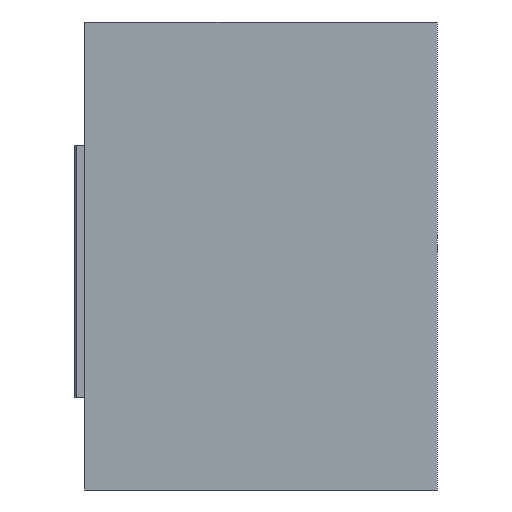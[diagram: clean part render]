
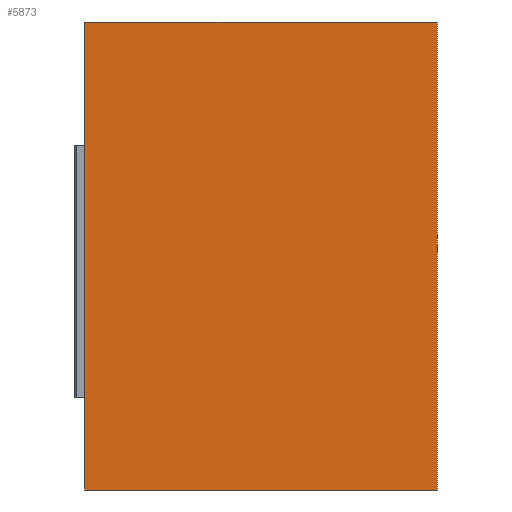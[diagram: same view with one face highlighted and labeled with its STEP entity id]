
A CAD part, left-side view. The second image highlights one B-rep face of the part: STEP entity #5873.
In plain terms, the highlighted planar face has unit normal (-1, 0, 0).
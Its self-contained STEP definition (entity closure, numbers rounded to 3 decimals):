
#159 = VECTOR ( 'NONE', #2029, 1000. ) ;
#610 = PLANE ( 'NONE',  #2788 ) ;
#710 = LINE ( 'NONE', #742, #159 ) ;
#742 = CARTESIAN_POINT ( 'NONE',  ( 6.5, 0., 0. ) ) ;
#1303 = DIRECTION ( 'NONE',  ( 0., 0., -1. ) ) ;
#1320 = EDGE_CURVE ( 'NONE', #7334, #3381, #710, .T. ) ;
#1362 = CARTESIAN_POINT ( 'NONE',  ( 6.5, 261.373, 338. ) ) ;
#1426 = ORIENTED_EDGE ( 'NONE', *, *, #7395, .T. ) ;
#1739 = LINE ( 'NONE', #2988, #2893 ) ;
#2029 = DIRECTION ( 'NONE',  ( 0., 1., 0. ) ) ;
#2186 = CARTESIAN_POINT ( 'NONE',  ( 6.5, 6.573, 338. ) ) ;
#2788 = AXIS2_PLACEMENT_3D ( 'NONE', #3673, #3599, #7700 ) ;
#2893 = VECTOR ( 'NONE', #1303, 1000. ) ;
#2988 = CARTESIAN_POINT ( 'NONE',  ( 6.5, 6.573, 338. ) ) ;
#3123 = LINE ( 'NONE', #5507, #7662 ) ;
#3381 = VERTEX_POINT ( 'NONE', #6863 ) ;
#3599 = DIRECTION ( 'NONE',  ( -1., 0., 0. ) ) ;
#3637 = FACE_OUTER_BOUND ( 'NONE', #6168, .T. ) ;
#3673 = CARTESIAN_POINT ( 'NONE',  ( 6.5, 0., 338. ) ) ;
#3775 = EDGE_CURVE ( 'NONE', #5784, #4035, #4525, .T. ) ;
#3858 = DIRECTION ( 'NONE',  ( 0., 1., 0. ) ) ;
#4035 = VERTEX_POINT ( 'NONE', #1362 ) ;
#4128 = CARTESIAN_POINT ( 'NONE',  ( 6.5, 0., 338. ) ) ;
#4525 = LINE ( 'NONE', #4128, #6742 ) ;
#5000 = DIRECTION ( 'NONE',  ( 0., 0., -1. ) ) ;
#5241 = ORIENTED_EDGE ( 'NONE', *, *, #3775, .T. ) ;
#5363 = CARTESIAN_POINT ( 'NONE',  ( 6.5, 6.573, 0. ) ) ;
#5420 = ORIENTED_EDGE ( 'NONE', *, *, #6938, .F. ) ;
#5507 = CARTESIAN_POINT ( 'NONE',  ( 6.5, 261.373, 338. ) ) ;
#5555 = ORIENTED_EDGE ( 'NONE', *, *, #1320, .F. ) ;
#5784 = VERTEX_POINT ( 'NONE', #2186 ) ;
#5873 = ADVANCED_FACE ( 'NONE', ( #3637 ), #610, .T. ) ;
#6168 = EDGE_LOOP ( 'NONE', ( #5555, #5420, #5241, #1426 ) ) ;
#6742 = VECTOR ( 'NONE', #3858, 1000. ) ;
#6863 = CARTESIAN_POINT ( 'NONE',  ( 6.5, 261.373, 0. ) ) ;
#6938 = EDGE_CURVE ( 'NONE', #5784, #7334, #1739, .T. ) ;
#7334 = VERTEX_POINT ( 'NONE', #5363 ) ;
#7395 = EDGE_CURVE ( 'NONE', #4035, #3381, #3123, .T. ) ;
#7662 = VECTOR ( 'NONE', #5000, 1000. ) ;
#7700 = DIRECTION ( 'NONE',  ( 0., 0., 1. ) ) ;
